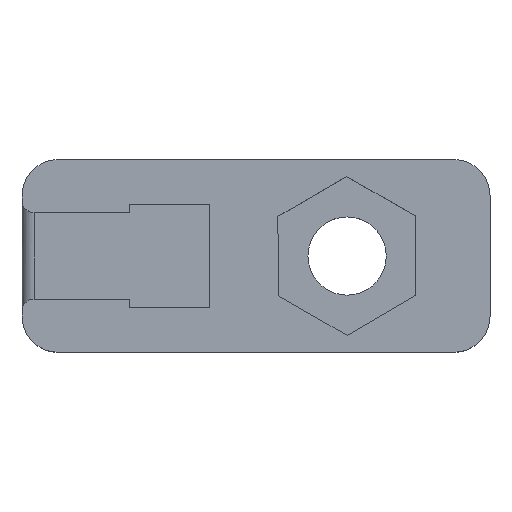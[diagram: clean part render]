
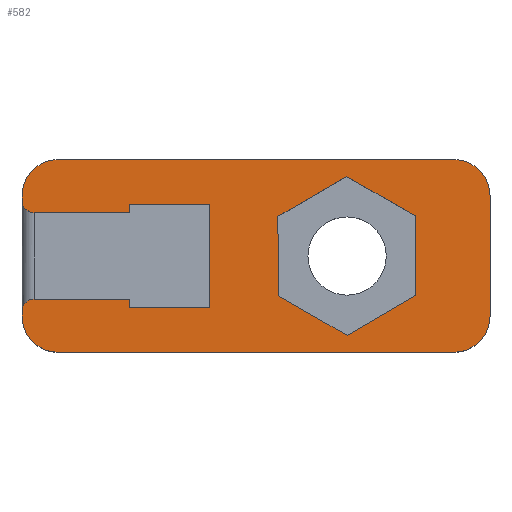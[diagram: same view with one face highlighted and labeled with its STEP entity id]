
A CAD part, top view. The second image highlights one B-rep face of the part: STEP entity #582.
In plain terms, the highlighted planar face has unit normal (0, 0, 1).
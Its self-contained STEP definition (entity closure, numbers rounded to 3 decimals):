
#28=FACE_BOUND('',#91,.T.);
#32=CIRCLE('',#630,0.5);
#33=CIRCLE('',#631,1.5);
#34=CIRCLE('',#632,1.5);
#35=CIRCLE('',#633,1.5);
#36=CIRCLE('',#634,1.5);
#37=CIRCLE('',#635,0.5);
#57=FACE_OUTER_BOUND('',#90,.T.);
#90=EDGE_LOOP('',(#414,#415,#416,#417,#418,#419,#420,#421,#422,#423,#424,
#425,#426,#427,#428,#429,#430,#431));
#91=EDGE_LOOP('',(#432,#433,#434,#435,#436,#437));
#121=LINE('',#851,#184);
#127=LINE('',#862,#190);
#128=LINE('',#865,#191);
#133=LINE('',#874,#196);
#138=LINE('',#885,#201);
#140=LINE('',#889,#203);
#141=LINE('',#893,#204);
#142=LINE('',#897,#205);
#143=LINE('',#901,#206);
#144=LINE('',#905,#207);
#145=LINE('',#909,#208);
#146=LINE('',#912,#209);
#147=LINE('',#915,#210);
#148=LINE('',#917,#211);
#149=LINE('',#919,#212);
#150=LINE('',#921,#213);
#151=LINE('',#923,#214);
#152=LINE('',#924,#215);
#184=VECTOR('',#680,10.);
#190=VECTOR('',#688,10.);
#191=VECTOR('',#691,10.);
#196=VECTOR('',#698,10.);
#201=VECTOR('',#707,10.);
#203=VECTOR('',#711,10.);
#204=VECTOR('',#714,10.);
#205=VECTOR('',#717,10.);
#206=VECTOR('',#720,10.);
#207=VECTOR('',#723,10.);
#208=VECTOR('',#726,10.);
#209=VECTOR('',#729,10.);
#210=VECTOR('',#730,10.);
#211=VECTOR('',#731,10.);
#212=VECTOR('',#732,10.);
#213=VECTOR('',#733,10.);
#214=VECTOR('',#734,10.);
#215=VECTOR('',#735,10.);
#247=VERTEX_POINT('',#849);
#248=VERTEX_POINT('',#850);
#252=VERTEX_POINT('',#860);
#253=VERTEX_POINT('',#864);
#256=VERTEX_POINT('',#872);
#260=VERTEX_POINT('',#884);
#261=VERTEX_POINT('',#888);
#262=VERTEX_POINT('',#890);
#263=VERTEX_POINT('',#892);
#264=VERTEX_POINT('',#894);
#265=VERTEX_POINT('',#896);
#266=VERTEX_POINT('',#898);
#267=VERTEX_POINT('',#900);
#268=VERTEX_POINT('',#902);
#269=VERTEX_POINT('',#904);
#270=VERTEX_POINT('',#906);
#271=VERTEX_POINT('',#908);
#272=VERTEX_POINT('',#910);
#273=VERTEX_POINT('',#913);
#274=VERTEX_POINT('',#914);
#275=VERTEX_POINT('',#916);
#276=VERTEX_POINT('',#918);
#277=VERTEX_POINT('',#920);
#278=VERTEX_POINT('',#922);
#302=EDGE_CURVE('',#247,#248,#121,.T.);
#308=EDGE_CURVE('',#247,#252,#127,.T.);
#309=EDGE_CURVE('',#253,#252,#128,.T.);
#314=EDGE_CURVE('',#253,#256,#133,.T.);
#319=EDGE_CURVE('',#260,#248,#138,.T.);
#321=EDGE_CURVE('',#256,#261,#140,.T.);
#322=EDGE_CURVE('',#262,#261,#32,.T.);
#323=EDGE_CURVE('',#263,#262,#141,.T.);
#324=EDGE_CURVE('',#264,#263,#33,.T.);
#325=EDGE_CURVE('',#264,#265,#142,.T.);
#326=EDGE_CURVE('',#266,#265,#34,.T.);
#327=EDGE_CURVE('',#266,#267,#143,.T.);
#328=EDGE_CURVE('',#268,#267,#35,.T.);
#329=EDGE_CURVE('',#269,#268,#144,.T.);
#330=EDGE_CURVE('',#270,#269,#36,.T.);
#331=EDGE_CURVE('',#271,#270,#145,.T.);
#332=EDGE_CURVE('',#272,#271,#37,.T.);
#333=EDGE_CURVE('',#272,#260,#146,.T.);
#334=EDGE_CURVE('',#273,#274,#147,.T.);
#335=EDGE_CURVE('',#274,#275,#148,.T.);
#336=EDGE_CURVE('',#275,#276,#149,.T.);
#337=EDGE_CURVE('',#276,#277,#150,.T.);
#338=EDGE_CURVE('',#277,#278,#151,.T.);
#339=EDGE_CURVE('',#278,#273,#152,.T.);
#414=ORIENTED_EDGE('',*,*,#308,.T.);
#415=ORIENTED_EDGE('',*,*,#309,.F.);
#416=ORIENTED_EDGE('',*,*,#314,.T.);
#417=ORIENTED_EDGE('',*,*,#321,.T.);
#418=ORIENTED_EDGE('',*,*,#322,.F.);
#419=ORIENTED_EDGE('',*,*,#323,.F.);
#420=ORIENTED_EDGE('',*,*,#324,.F.);
#421=ORIENTED_EDGE('',*,*,#325,.T.);
#422=ORIENTED_EDGE('',*,*,#326,.F.);
#423=ORIENTED_EDGE('',*,*,#327,.T.);
#424=ORIENTED_EDGE('',*,*,#328,.F.);
#425=ORIENTED_EDGE('',*,*,#329,.F.);
#426=ORIENTED_EDGE('',*,*,#330,.F.);
#427=ORIENTED_EDGE('',*,*,#331,.F.);
#428=ORIENTED_EDGE('',*,*,#332,.F.);
#429=ORIENTED_EDGE('',*,*,#333,.T.);
#430=ORIENTED_EDGE('',*,*,#319,.T.);
#431=ORIENTED_EDGE('',*,*,#302,.F.);
#432=ORIENTED_EDGE('',*,*,#334,.T.);
#433=ORIENTED_EDGE('',*,*,#335,.T.);
#434=ORIENTED_EDGE('',*,*,#336,.T.);
#435=ORIENTED_EDGE('',*,*,#337,.T.);
#436=ORIENTED_EDGE('',*,*,#338,.T.);
#437=ORIENTED_EDGE('',*,*,#339,.T.);
#560=PLANE('',#629);
#582=ADVANCED_FACE('',(#57,#28),#560,.T.);
#629=AXIS2_PLACEMENT_3D('',#887,#709,#710);
#630=AXIS2_PLACEMENT_3D('',#891,#712,#713);
#631=AXIS2_PLACEMENT_3D('',#895,#715,#716);
#632=AXIS2_PLACEMENT_3D('',#899,#718,#719);
#633=AXIS2_PLACEMENT_3D('',#903,#721,#722);
#634=AXIS2_PLACEMENT_3D('',#907,#724,#725);
#635=AXIS2_PLACEMENT_3D('',#911,#727,#728);
#680=DIRECTION('',(-1.,0.,0.));
#688=DIRECTION('',(0.,-1.,0.));
#691=DIRECTION('',(1.,0.,0.));
#698=DIRECTION('',(0.,1.,0.));
#707=DIRECTION('',(0.,1.,0.));
#709=DIRECTION('center_axis',(0.,0.,1.));
#710=DIRECTION('ref_axis',(-1.,0.,0.));
#711=DIRECTION('',(-1.,0.,0.));
#712=DIRECTION('center_axis',(0.,0.,-1.));
#713=DIRECTION('ref_axis',(-0.707,0.707,0.));
#714=DIRECTION('',(0.,1.,0.));
#715=DIRECTION('center_axis',(0.,0.,-1.));
#716=DIRECTION('ref_axis',(-0.707,-0.707,0.));
#717=DIRECTION('',(1.,0.,0.));
#718=DIRECTION('center_axis',(0.,0.,-1.));
#719=DIRECTION('ref_axis',(0.707,-0.707,0.));
#720=DIRECTION('',(0.,1.,0.));
#721=DIRECTION('center_axis',(0.,0.,-1.));
#722=DIRECTION('ref_axis',(0.707,0.707,0.));
#723=DIRECTION('',(1.,0.,0.));
#724=DIRECTION('center_axis',(0.,0.,-1.));
#725=DIRECTION('ref_axis',(-0.707,0.707,0.));
#726=DIRECTION('',(0.,1.,0.));
#727=DIRECTION('center_axis',(0.,0.,-1.));
#728=DIRECTION('ref_axis',(-0.707,-0.707,0.));
#729=DIRECTION('',(1.,0.,0.));
#730=DIRECTION('',(-0.864,-0.503,0.));
#731=DIRECTION('',(-0.868,0.497,0.));
#732=DIRECTION('',(-0.004,1.,0.));
#733=DIRECTION('',(0.864,0.503,0.));
#734=DIRECTION('',(0.868,-0.497,0.));
#735=DIRECTION('',(0.004,-1.,0.));
#849=CARTESIAN_POINT('',(-88.2,35.635,110.6));
#850=CARTESIAN_POINT('',(-91.55,35.635,110.6));
#851=CARTESIAN_POINT('',(-88.475,35.635,110.6));
#860=CARTESIAN_POINT('',(-88.2,31.365,110.6));
#862=CARTESIAN_POINT('',(-88.2,34.542,110.6));
#864=CARTESIAN_POINT('',(-91.55,31.365,110.6));
#865=CARTESIAN_POINT('',(-88.475,31.365,110.6));
#872=CARTESIAN_POINT('',(-91.55,31.7,110.6));
#874=CARTESIAN_POINT('',(-91.55,32.457,110.6));
#884=CARTESIAN_POINT('',(-91.55,35.3,110.6));
#885=CARTESIAN_POINT('',(-91.55,34.542,110.6));
#887=CARTESIAN_POINT('Origin',(-88.5,33.5,110.6));
#888=CARTESIAN_POINT('',(-95.5,31.7,110.6));
#889=CARTESIAN_POINT('',(-90.025,31.7,110.6));
#890=CARTESIAN_POINT('',(-96.,31.2,110.6));
#891=CARTESIAN_POINT('Origin',(-95.5,31.2,110.6));
#892=CARTESIAN_POINT('',(-96.,31.,110.6));
#893=CARTESIAN_POINT('',(-96.,36.5,110.6));
#894=CARTESIAN_POINT('',(-94.5,29.5,110.6));
#895=CARTESIAN_POINT('Origin',(-94.5,31.,110.6));
#896=CARTESIAN_POINT('',(-78.066,29.5,110.6));
#897=CARTESIAN_POINT('',(-81.,29.5,110.6));
#898=CARTESIAN_POINT('',(-76.566,31.,110.6));
#899=CARTESIAN_POINT('Origin',(-78.066,31.,110.6));
#900=CARTESIAN_POINT('',(-76.566,36.,110.6));
#901=CARTESIAN_POINT('',(-76.566,32.,110.6));
#902=CARTESIAN_POINT('',(-78.066,37.5,110.6));
#903=CARTESIAN_POINT('Origin',(-78.066,36.,110.6));
#904=CARTESIAN_POINT('',(-94.5,37.5,110.6));
#905=CARTESIAN_POINT('',(-96.,37.5,110.6));
#906=CARTESIAN_POINT('',(-96.,36.,110.6));
#907=CARTESIAN_POINT('Origin',(-94.5,36.,110.6));
#908=CARTESIAN_POINT('',(-96.,35.8,110.6));
#909=CARTESIAN_POINT('',(-96.,36.5,110.6));
#910=CARTESIAN_POINT('',(-95.5,35.3,110.6));
#911=CARTESIAN_POINT('Origin',(-95.5,35.8,110.6));
#912=CARTESIAN_POINT('',(-92.25,35.3,110.6));
#913=CARTESIAN_POINT('',(-79.644,31.861,110.6));
#914=CARTESIAN_POINT('',(-82.495,30.2,110.6));
#915=CARTESIAN_POINT('',(-82.593,30.143,110.6));
#916=CARTESIAN_POINT('',(-85.359,31.839,110.6));
#917=CARTESIAN_POINT('',(-85.468,31.901,110.6));
#918=CARTESIAN_POINT('',(-85.372,35.139,110.6));
#919=CARTESIAN_POINT('',(-85.363,32.676,110.6));
#920=CARTESIAN_POINT('',(-82.521,36.8,110.6));
#921=CARTESIAN_POINT('',(-86.896,34.251,110.6));
#922=CARTESIAN_POINT('',(-79.657,35.161,110.6));
#923=CARTESIAN_POINT('',(-84.062,37.682,110.6));
#924=CARTESIAN_POINT('',(-79.653,34.348,110.6));
